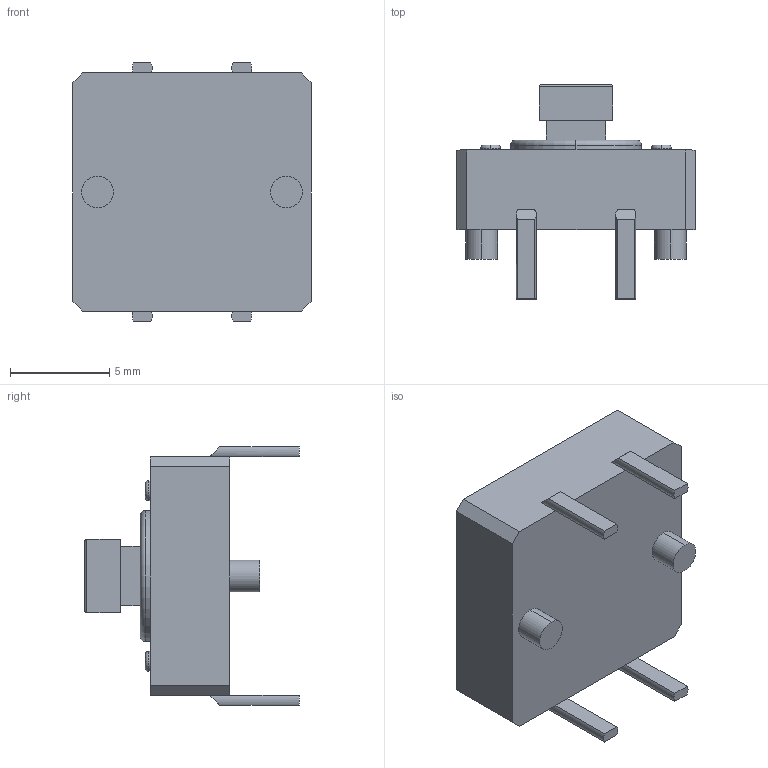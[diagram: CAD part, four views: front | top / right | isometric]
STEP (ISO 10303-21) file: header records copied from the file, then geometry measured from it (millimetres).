
FILE_DESCRIPTION (( 'STEP AP214' ), '1' );
FILE_NAME ('3B6A0946-C8F7-4EE1-B1AE-2E96459C51E0.STEP', '2023-12-12T16:19:32', ( '' ), ( '' ), 'SwSTEP 2.0', 'SolidWorks 2022', '' );
FILE_SCHEMA (( 'AUTOMOTIVE_DESIGN' ));
Length unit declared in the file: millimetre
Products named in the file (1): 3B6A0946-C8F7-4EE1-B1AE-2E96459C51E0
Bounding box: 12 x 10.8 x 13 mm (x, y, z)
Volume: 627.8 mm3; surface area: 641.8 mm2
Topology: 1 solids, 1 shells, 95 faces, 218 edges, 138 vertices
Faces by surface type: plane 55, cylinder 30, torus 10
Entity records: 3695 total; most frequent: CARTESIAN_POINT 488, DIRECTION 462, ORIENTED_EDGE 436, EDGE_CURVE 218, AXIS2_PLACEMENT_3D 160, VECTOR 142, LINE 142, VERTEX_POINT 138
